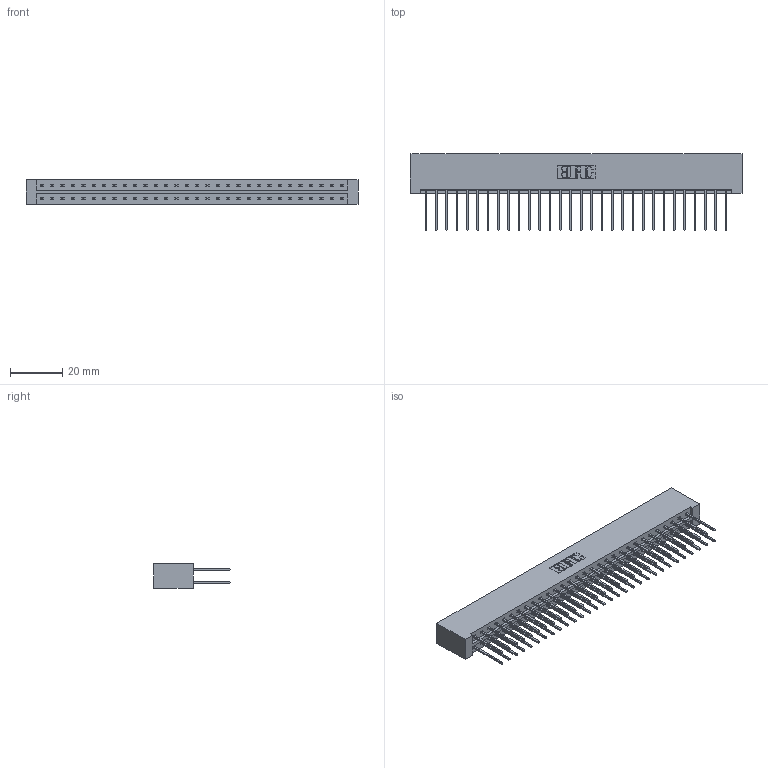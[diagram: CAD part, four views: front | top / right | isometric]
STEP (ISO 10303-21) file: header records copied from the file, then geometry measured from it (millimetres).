
FILE_DESCRIPTION (( 'STEP AP203' ), '1' );
FILE_NAME ('333-060-540-201.STEP', '2018-08-04T07:08:56', ( '' ), ( '' ), 'SwSTEP 2.0', 'SolidWorks 2016', '' );
FILE_SCHEMA (( 'CONFIG_CONTROL_DESIGN' ));
Length unit declared in the file: inch
Products named in the file (3): 333 Part_Lugless; 345-292-001_345-293-140; 333-060-540-201
Assembly tree (61 placements, depth 2):
  333-060-540-201
    333 Part_Lugless
    345-292-001_345-293-140  x60
Bounding box: 127.13 x 29.47 x 9.4 mm (x, y, z)
Volume: 13726.4 mm3; surface area: 17240.1 mm2
Topology: 61 solids, 61 shells, 3226 faces, 9587 edges, 6310 vertices
Faces by surface type: plane 2226, cylinder 1000
Entity records: 20593 total; most frequent: CARTESIAN_POINT 3426, ORIENTED_EDGE 3362, DIRECTION 2941, EDGE_CURVE 1681, VECTOR 1561, LINE 1561, VERTEX_POINT 1118, AXIS2_PLACEMENT_3D 690
